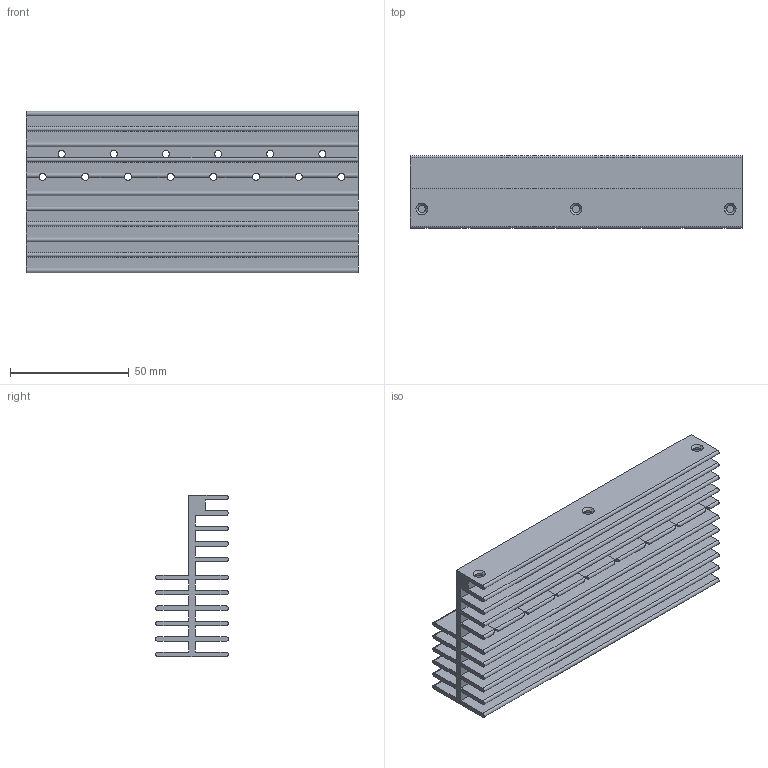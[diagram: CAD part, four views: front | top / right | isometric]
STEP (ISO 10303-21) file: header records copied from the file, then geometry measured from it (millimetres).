
FILE_DESCRIPTION (( 'STEP AP214' ), '1' );
FILE_NAME ('HeatSink TO-220(247).STEP', '2024-06-27T14:26:46', ( '' ), ( '' ), 'SwSTEP 2.0', 'SolidWorks 2021', '' );
FILE_SCHEMA (( 'AUTOMOTIVE_DESIGN' ));
Length unit declared in the file: millimetre
Products named in the file (1): HeatSink TO-220(247)
Bounding box: 140 x 30.7 x 68 mm (x, y, z)
Volume: 90620.6 mm3; surface area: 84794.6 mm2
Topology: 1 solids, 1 shells, 144 faces, 422 edges, 266 vertices
Faces by surface type: plane 59, cylinder 51, cone 34
Entity records: 5096 total; most frequent: CARTESIAN_POINT 1105, ORIENTED_EDGE 844, DIRECTION 832, EDGE_CURVE 422, AXIS2_PLACEMENT_3D 281, VECTOR 270, LINE 270, VERTEX_POINT 266
